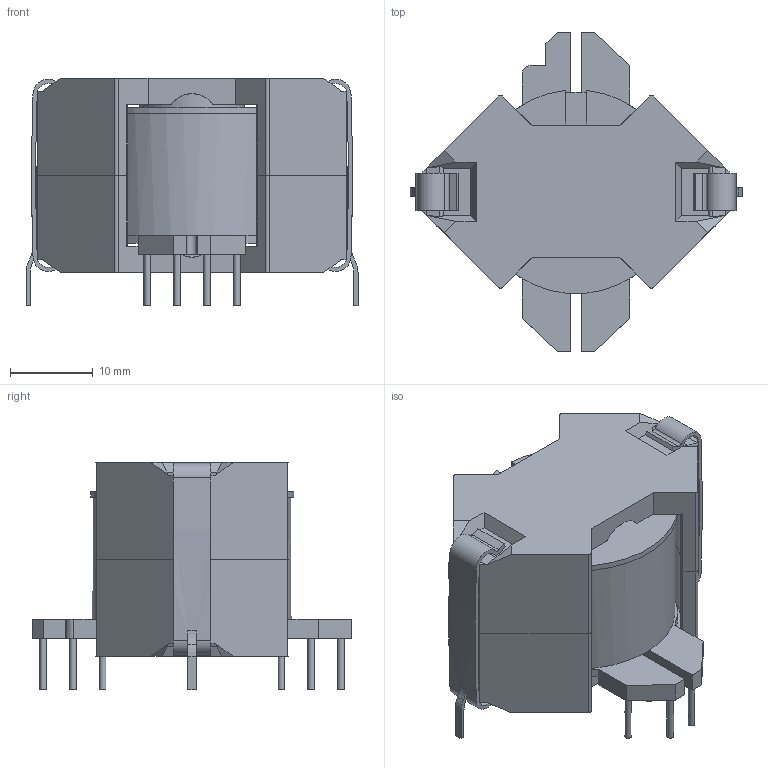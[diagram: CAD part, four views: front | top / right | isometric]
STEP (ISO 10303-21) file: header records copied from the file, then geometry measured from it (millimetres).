
FILE_DESCRIPTION(/* description */ ('Unknown'),/* implementation_level */ '2;1');
FILE_NAME(/* name */ 'T_Wurth_WE-PFC-RM12',/* time_stamp */ '2025-10-23T17:01:42+08:00',/* author */ ('Unknown'),/* organization */ ('Unknown'),/* preprocessor_version */ 'ST-DEVELOPER v19.4',/* originating_system */ 'Solid Edge',/* authorisation */ 'Unknown');
FILE_SCHEMA (('AUTOMOTIVE_DESIGN {1 0 10303 214 3 1 1}'));
Length unit declared in the file: millimetre
Products named in the file (2): T_Wurth_WE-PFC-RM12
Assembly tree (1 placements, depth 2):
  T_Wurth_WE-PFC-RM12
    T_Wurth_WE-PFC-RM12
Bounding box: 40.03 x 38.5 x 27.4 mm (x, y, z)
Volume: 14530.5 mm3; surface area: 9703.3 mm2
Topology: 5 solids, 5 shells, 254 faces, 670 edges, 437 vertices
Faces by surface type: plane 157, cylinder 97
Full cylindrical faces by diameter (mm): 0.8 x12, 12.6 x2, 13.1 x1, 24 x1
Entity records: 8270 total; most frequent: CARTESIAN_POINT 1385, DIRECTION 1337, ORIENTED_EDGE 1288, EDGE_CURVE 644, AXIS2_PLACEMENT_3D 451, LINE 435, VECTOR 435, VERTEX_POINT 427
